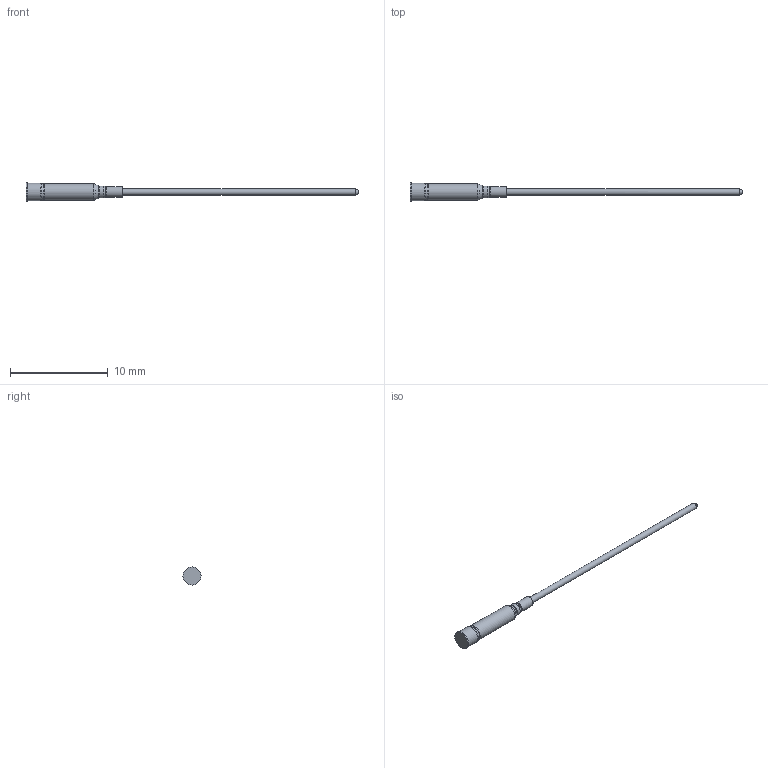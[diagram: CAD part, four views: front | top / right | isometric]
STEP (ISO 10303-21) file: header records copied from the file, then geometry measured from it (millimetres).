
FILE_DESCRIPTION (( 'STEP AP214' ), '1' );
FILE_NAME ('100-SD_050R5.STEP', '2020-09-29T19:11:40', ( '' ), ( '' ), 'SwSTEP 2.0', 'SolidWorks 2019', '' );
FILE_SCHEMA (( 'AUTOMOTIVE_DESIGN' ));
Length unit declared in the file: inch
Products named in the file (1): 100-SD_050R5
Bounding box: 33.93 x 1.87 x 1.87 mm (x, y, z)
Volume: 26.3 mm3; surface area: 99 mm2
Topology: 1 solids, 1 shells, 21 faces, 38 edges, 21 vertices
Faces by surface type: torus 8, cylinder 6, plane 4, cone 3
Full cylindrical faces by diameter (mm): 0.631 x1, 1.064 x1, 1.209 x1, 1.654 x1, 1.803 x1, 1.867 x1
Entity records: 727 total; most frequent: DIRECTION 84, CARTESIAN_POINT 62, AXIS2_PLACEMENT_3D 42, EDGE_LOOP 40, ORIENTED_EDGE 40, FACE_OUTER_BOUND 35, DIMENSIONAL_EXPONENTS 24, UNCERTAINTY_MEASURE_WITH_UNIT 24
